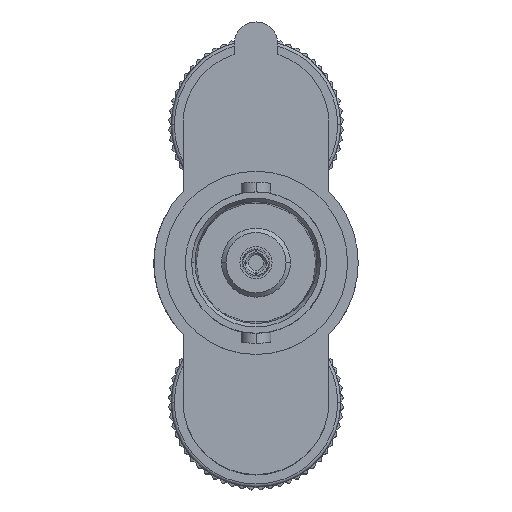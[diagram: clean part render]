
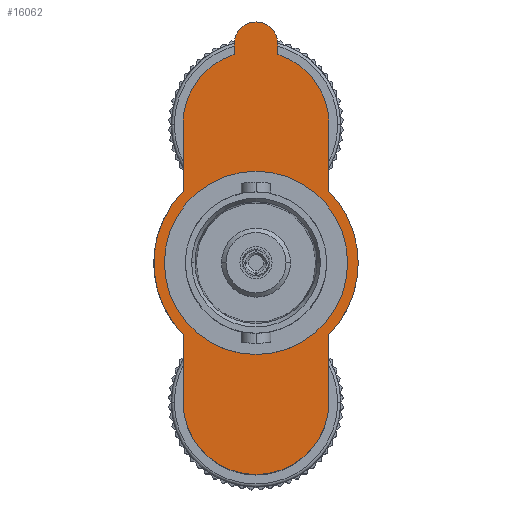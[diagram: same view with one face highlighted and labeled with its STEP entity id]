
A CAD part, top view. The second image highlights one B-rep face of the part: STEP entity #16062.
In plain terms, the highlighted planar face has unit normal (0, 0, 1).
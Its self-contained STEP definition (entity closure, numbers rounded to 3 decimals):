
#154 = CARTESIAN_POINT ( 'NONE',  ( 0., -9.5, 0. ) ) ;
#572 = CARTESIAN_POINT ( 'NONE',  ( 0., 9.5, 0. ) ) ;
#1090 = LINE ( 'NONE', #26876, #15006 ) ;
#1457 = DIRECTION ( 'NONE',  ( 0., 1., 0. ) ) ;
#1788 = VERTEX_POINT ( 'NONE', #17822 ) ;
#2153 = EDGE_CURVE ( 'NONE', #29653, #13535, #31699, .T. ) ;
#2257 = VERTEX_POINT ( 'NONE', #32157 ) ;
#2322 = CARTESIAN_POINT ( 'NONE',  ( -6.275, 0., 0. ) ) ;
#2449 = AXIS2_PLACEMENT_3D ( 'NONE', #154, #18428, #2778 ) ;
#2482 = VERTEX_POINT ( 'NONE', #18039 ) ;
#2778 = DIRECTION ( 'NONE',  ( 1., 0., 0. ) ) ;
#2878 = CARTESIAN_POINT ( 'NONE',  ( 0., 0., 0. ) ) ;
#2997 = CARTESIAN_POINT ( 'NONE',  ( 0., 9.5, 0. ) ) ;
#3090 = DIRECTION ( 'NONE',  ( 0., 1., 0. ) ) ;
#3198 = DIRECTION ( 'NONE',  ( 1., 0., 0. ) ) ;
#4574 = ORIENTED_EDGE ( 'NONE', *, *, #7411, .F. ) ;
#5512 = DIRECTION ( 'NONE',  ( -1., 0., 0. ) ) ;
#5514 = EDGE_CURVE ( 'NONE', #28901, #23031, #27104, .T. ) ;
#5640 = DIRECTION ( 'NONE',  ( 1., 0., 0. ) ) ;
#5920 = VERTEX_POINT ( 'NONE', #20760 ) ;
#6150 = DIRECTION ( 'NONE',  ( 0., 0., 1. ) ) ;
#6213 = VECTOR ( 'NONE', #11941, 1000. ) ;
#6455 = CIRCLE ( 'NONE', #17947, 7. ) ;
#6511 = CARTESIAN_POINT ( 'NONE',  ( -5., 9.5, 0. ) ) ;
#6801 = EDGE_CURVE ( 'NONE', #5920, #2257, #31418, .T. ) ;
#7025 = ORIENTED_EDGE ( 'NONE', *, *, #20270, .T. ) ;
#7141 = CARTESIAN_POINT ( 'NONE',  ( 1.5, 15., 0. ) ) ;
#7186 = CIRCLE ( 'NONE', #11894, 7. ) ;
#7411 = EDGE_CURVE ( 'NONE', #23031, #28901, #21466, .T. ) ;
#7496 = DIRECTION ( 'NONE',  ( 0., 0., 1. ) ) ;
#7607 = VECTOR ( 'NONE', #29839, 1000. ) ;
#7647 = AXIS2_PLACEMENT_3D ( 'NONE', #14815, #21549, #27826 ) ;
#7659 = VECTOR ( 'NONE', #26928, 1000. ) ;
#7842 = FACE_OUTER_BOUND ( 'NONE', #26826, .T. ) ;
#8499 = LINE ( 'NONE', #8842, #7659 ) ;
#8781 = CARTESIAN_POINT ( 'NONE',  ( -1.5, 15., 0. ) ) ;
#8828 = VERTEX_POINT ( 'NONE', #26256 ) ;
#8842 = CARTESIAN_POINT ( 'NONE',  ( 5., -9.5, 0. ) ) ;
#9048 = EDGE_CURVE ( 'NONE', #2257, #29653, #8499, .T. ) ;
#9292 = EDGE_CURVE ( 'NONE', #16705, #15817, #10510, .T. ) ;
#9513 = VERTEX_POINT ( 'NONE', #6511 ) ;
#9731 = CIRCLE ( 'NONE', #22432, 5. ) ;
#10323 = ORIENTED_EDGE ( 'NONE', *, *, #31433, .T. ) ;
#10510 = CIRCLE ( 'NONE', #2449, 5. ) ;
#11710 = EDGE_CURVE ( 'NONE', #2482, #9513, #9731, .T. ) ;
#11894 = AXIS2_PLACEMENT_3D ( 'NONE', #21807, #6150, #24435 ) ;
#11941 = DIRECTION ( 'NONE',  ( 0., -1., 0. ) ) ;
#12214 = VERTEX_POINT ( 'NONE', #8781 ) ;
#12378 = ORIENTED_EDGE ( 'NONE', *, *, #5514, .F. ) ;
#12560 = CARTESIAN_POINT ( 'NONE',  ( 1.5, 14.27, 0. ) ) ;
#12655 = CARTESIAN_POINT ( 'NONE',  ( 0., 0., 0. ) ) ;
#13226 = CARTESIAN_POINT ( 'NONE',  ( -5., 4.899, 0. ) ) ;
#13535 = VERTEX_POINT ( 'NONE', #12560 ) ;
#13558 = CARTESIAN_POINT ( 'NONE',  ( 0., 15., 0. ) ) ;
#13802 = ORIENTED_EDGE ( 'NONE', *, *, #9048, .T. ) ;
#14815 = CARTESIAN_POINT ( 'NONE',  ( 0., 9.5, 0. ) ) ;
#15006 = VECTOR ( 'NONE', #3090, 1000. ) ;
#15021 = DIRECTION ( 'NONE',  ( 0., 0., 1. ) ) ;
#15092 = AXIS2_PLACEMENT_3D ( 'NONE', #572, #18837, #3198 ) ;
#15280 = DIRECTION ( 'NONE',  ( 1., 0., 0. ) ) ;
#15817 = VERTEX_POINT ( 'NONE', #30427 ) ;
#16062 = ADVANCED_FACE ( 'NONE', ( #21742, #7842 ), #23978, .T. ) ;
#16211 = DIRECTION ( 'NONE',  ( 1., 0., 0. ) ) ;
#16525 = AXIS2_PLACEMENT_3D ( 'NONE', #13558, #31882, #16211 ) ;
#16705 = VERTEX_POINT ( 'NONE', #29694 ) ;
#17111 = CARTESIAN_POINT ( 'NONE',  ( 1.5, 15., 0. ) ) ;
#17502 = ORIENTED_EDGE ( 'NONE', *, *, #27132, .T. ) ;
#17508 = EDGE_CURVE ( 'NONE', #1788, #16705, #28509, .T. ) ;
#17822 = CARTESIAN_POINT ( 'NONE',  ( -5., -4.899, 0. ) ) ;
#17849 = VERTEX_POINT ( 'NONE', #13226 ) ;
#17947 = AXIS2_PLACEMENT_3D ( 'NONE', #12655, #30953, #15280 ) ;
#18039 = CARTESIAN_POINT ( 'NONE',  ( -1.5, 14.27, 0. ) ) ;
#18428 = DIRECTION ( 'NONE',  ( 0., 0., 1. ) ) ;
#18837 = DIRECTION ( 'NONE',  ( 0., 0., 1. ) ) ;
#19091 = VERTEX_POINT ( 'NONE', #7141 ) ;
#19325 = ORIENTED_EDGE ( 'NONE', *, *, #27781, .T. ) ;
#19361 = EDGE_CURVE ( 'NONE', #19091, #12214, #21735, .T. ) ;
#19870 = ORIENTED_EDGE ( 'NONE', *, *, #20435, .T. ) ;
#19908 = ORIENTED_EDGE ( 'NONE', *, *, #17508, .T. ) ;
#20083 = LINE ( 'NONE', #27606, #6213 ) ;
#20270 = EDGE_CURVE ( 'NONE', #8828, #5920, #6455, .T. ) ;
#20307 = VECTOR ( 'NONE', #1457, 1000. ) ;
#20435 = EDGE_CURVE ( 'NONE', #12214, #2482, #31900, .T. ) ;
#20449 = CARTESIAN_POINT ( 'NONE',  ( 5., 9.5, 0. ) ) ;
#20760 = CARTESIAN_POINT ( 'NONE',  ( 7., 0., 0. ) ) ;
#21060 = CARTESIAN_POINT ( 'NONE',  ( -1.5, 15., 0. ) ) ;
#21139 = DIRECTION ( 'NONE',  ( 0., 0., 1. ) ) ;
#21267 = DIRECTION ( 'NONE',  ( 0., 0., 1. ) ) ;
#21466 = CIRCLE ( 'NONE', #31499, 6.275 ) ;
#21549 = DIRECTION ( 'NONE',  ( 0., 0., 1. ) ) ;
#21735 = CIRCLE ( 'NONE', #16525, 1.5 ) ;
#21742 = FACE_BOUND ( 'NONE', #24880, .T. ) ;
#21807 = CARTESIAN_POINT ( 'NONE',  ( 0., 0., 0. ) ) ;
#22432 = AXIS2_PLACEMENT_3D ( 'NONE', #2997, #21267, #5640 ) ;
#23031 = VERTEX_POINT ( 'NONE', #2322 ) ;
#23153 = CARTESIAN_POINT ( 'NONE',  ( 0., 0., 0. ) ) ;
#23687 = DIRECTION ( 'NONE',  ( 0., -1., 0. ) ) ;
#23837 = ORIENTED_EDGE ( 'NONE', *, *, #19361, .T. ) ;
#23978 = PLANE ( 'NONE',  #15092 ) ;
#24081 = VECTOR ( 'NONE', #23687, 1000. ) ;
#24435 = DIRECTION ( 'NONE',  ( -1., 0., 0. ) ) ;
#24530 = CARTESIAN_POINT ( 'NONE',  ( -5., 9.5, 0. ) ) ;
#24753 = ORIENTED_EDGE ( 'NONE', *, *, #27159, .T. ) ;
#24880 = EDGE_LOOP ( 'NONE', ( #4574, #12378 ) ) ;
#25816 = DIRECTION ( 'NONE',  ( -1., 0., 0. ) ) ;
#25931 = CARTESIAN_POINT ( 'NONE',  ( 6.275, 0., 0. ) ) ;
#26256 = CARTESIAN_POINT ( 'NONE',  ( 5., -4.899, 0. ) ) ;
#26826 = EDGE_LOOP ( 'NONE', ( #32052, #10323, #23837, #19870, #28066, #19325, #24753, #19908, #28986, #17502, #7025, #29621, #13802 ) ) ;
#26876 = CARTESIAN_POINT ( 'NONE',  ( 5., -9.5, 0. ) ) ;
#26928 = DIRECTION ( 'NONE',  ( 0., 1., 0. ) ) ;
#27084 = AXIS2_PLACEMENT_3D ( 'NONE', #30680, #15021, #33307 ) ;
#27104 = CIRCLE ( 'NONE', #27681, 6.275 ) ;
#27132 = EDGE_CURVE ( 'NONE', #15817, #8828, #1090, .T. ) ;
#27159 = EDGE_CURVE ( 'NONE', #17849, #1788, #7186, .T. ) ;
#27606 = CARTESIAN_POINT ( 'NONE',  ( -5., 9.5, 0. ) ) ;
#27681 = AXIS2_PLACEMENT_3D ( 'NONE', #2878, #21139, #5512 ) ;
#27781 = EDGE_CURVE ( 'NONE', #9513, #17849, #20083, .T. ) ;
#27826 = DIRECTION ( 'NONE',  ( 1., 0., 0. ) ) ;
#28066 = ORIENTED_EDGE ( 'NONE', *, *, #11710, .T. ) ;
#28130 = LINE ( 'NONE', #17111, #20307 ) ;
#28509 = LINE ( 'NONE', #24530, #7607 ) ;
#28901 = VERTEX_POINT ( 'NONE', #25931 ) ;
#28986 = ORIENTED_EDGE ( 'NONE', *, *, #9292, .T. ) ;
#29621 = ORIENTED_EDGE ( 'NONE', *, *, #6801, .T. ) ;
#29653 = VERTEX_POINT ( 'NONE', #20449 ) ;
#29694 = CARTESIAN_POINT ( 'NONE',  ( -5., -9.5, 0. ) ) ;
#29839 = DIRECTION ( 'NONE',  ( 0., -1., 0. ) ) ;
#30427 = CARTESIAN_POINT ( 'NONE',  ( 5., -9.5, 0. ) ) ;
#30680 = CARTESIAN_POINT ( 'NONE',  ( 0., 0., 0. ) ) ;
#30953 = DIRECTION ( 'NONE',  ( 0., 0., 1. ) ) ;
#31418 = CIRCLE ( 'NONE', #27084, 7. ) ;
#31433 = EDGE_CURVE ( 'NONE', #13535, #19091, #28130, .T. ) ;
#31499 = AXIS2_PLACEMENT_3D ( 'NONE', #23153, #7496, #25816 ) ;
#31699 = CIRCLE ( 'NONE', #7647, 5. ) ;
#31882 = DIRECTION ( 'NONE',  ( 0., 0., 1. ) ) ;
#31900 = LINE ( 'NONE', #21060, #24081 ) ;
#32052 = ORIENTED_EDGE ( 'NONE', *, *, #2153, .T. ) ;
#32157 = CARTESIAN_POINT ( 'NONE',  ( 5., 4.899, 0. ) ) ;
#33307 = DIRECTION ( 'NONE',  ( 1., 0., 0. ) ) ;
